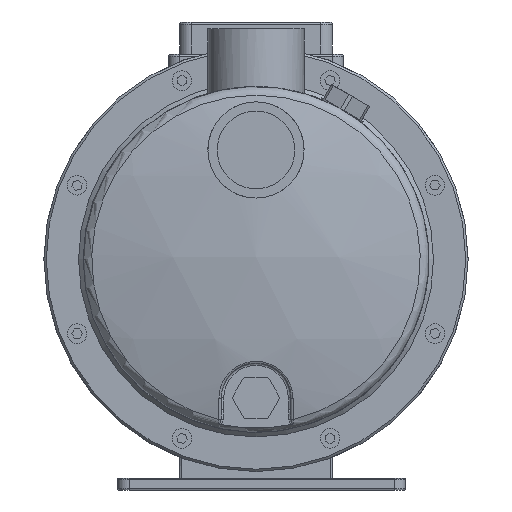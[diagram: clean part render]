
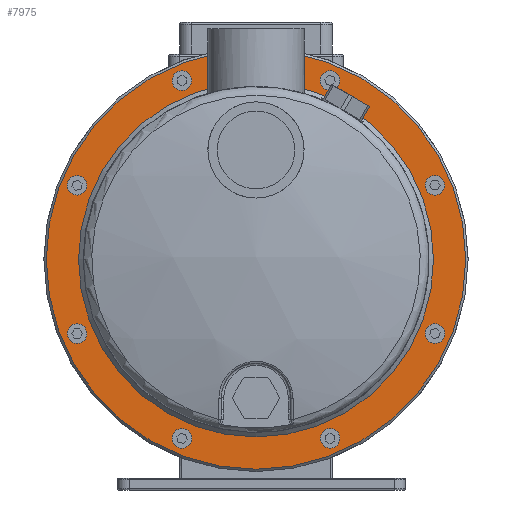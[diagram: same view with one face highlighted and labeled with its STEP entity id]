
A CAD part, left-side view. The second image highlights one B-rep face of the part: STEP entity #7975.
In plain terms, the highlighted planar face has unit normal (-1, 0, 0).
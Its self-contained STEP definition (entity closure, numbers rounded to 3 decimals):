
#217=FACE_BOUND($,#1166,.T.);
#218=FACE_BOUND($,#1167,.T.);
#219=FACE_BOUND($,#1168,.T.);
#220=FACE_BOUND($,#1169,.T.);
#221=FACE_BOUND($,#1170,.T.);
#222=FACE_BOUND($,#1171,.T.);
#223=FACE_BOUND($,#1172,.T.);
#224=FACE_BOUND($,#1173,.T.);
#225=FACE_BOUND($,#1174,.T.);
#338=PLANE($,#8533);
#658=FACE_OUTER_BOUND($,#1165,.T.);
#1165=EDGE_LOOP($,(#5920));
#1166=EDGE_LOOP($,(#5921));
#1167=EDGE_LOOP($,(#5922));
#1168=EDGE_LOOP($,(#5923));
#1169=EDGE_LOOP($,(#5924));
#1170=EDGE_LOOP($,(#5925));
#1171=EDGE_LOOP($,(#5926));
#1172=EDGE_LOOP($,(#5927));
#1173=EDGE_LOOP($,(#5928));
#1174=EDGE_LOOP($,(#5929));
#3068=CIRCLE($,#8406,4.25);
#3070=CIRCLE($,#8410,4.25);
#3072=CIRCLE($,#8414,4.25);
#3074=CIRCLE($,#8418,4.25);
#3076=CIRCLE($,#8422,4.25);
#3078=CIRCLE($,#8426,4.25);
#3080=CIRCLE($,#8430,4.25);
#3116=CIRCLE($,#8511,4.25);
#3122=CIRCLE($,#8524,77.);
#3126=CIRCLE($,#8532,91.);
#3511=VERTEX_POINT($,#11802);
#3513=VERTEX_POINT($,#11808);
#3515=VERTEX_POINT($,#11814);
#3517=VERTEX_POINT($,#11820);
#3519=VERTEX_POINT($,#11826);
#3521=VERTEX_POINT($,#11832);
#3523=VERTEX_POINT($,#11838);
#3590=VERTEX_POINT($,#12965);
#3596=VERTEX_POINT($,#12984);
#3600=VERTEX_POINT($,#12996);
#4327=EDGE_CURVE($,#3511,#3511,#3068,.T.);
#4329=EDGE_CURVE($,#3513,#3513,#3070,.T.);
#4331=EDGE_CURVE($,#3515,#3515,#3072,.T.);
#4333=EDGE_CURVE($,#3517,#3517,#3074,.T.);
#4335=EDGE_CURVE($,#3519,#3519,#3076,.T.);
#4337=EDGE_CURVE($,#3521,#3521,#3078,.T.);
#4339=EDGE_CURVE($,#3523,#3523,#3080,.T.);
#4452=EDGE_CURVE($,#3590,#3590,#3116,.T.);
#4458=EDGE_CURVE($,#3596,#3596,#3122,.T.);
#4462=EDGE_CURVE($,#3600,#3600,#3126,.T.);
#5920=ORIENTED_EDGE($,*,*,#4462,.F.);
#5921=ORIENTED_EDGE($,*,*,#4327,.T.);
#5922=ORIENTED_EDGE($,*,*,#4329,.T.);
#5923=ORIENTED_EDGE($,*,*,#4331,.T.);
#5924=ORIENTED_EDGE($,*,*,#4333,.T.);
#5925=ORIENTED_EDGE($,*,*,#4335,.T.);
#5926=ORIENTED_EDGE($,*,*,#4337,.T.);
#5927=ORIENTED_EDGE($,*,*,#4339,.T.);
#5928=ORIENTED_EDGE($,*,*,#4452,.T.);
#5929=ORIENTED_EDGE($,*,*,#4458,.T.);
#7975=ADVANCED_FACE($,(#658,#217,#218,#219,#220,#221,#222,#223,#224,#225),
#338,.T.);
#8406=AXIS2_PLACEMENT_3D($,#11803,#9411,#9412);
#8410=AXIS2_PLACEMENT_3D($,#11809,#9419,#9420);
#8414=AXIS2_PLACEMENT_3D($,#11815,#9427,#9428);
#8418=AXIS2_PLACEMENT_3D($,#11821,#9435,#9436);
#8422=AXIS2_PLACEMENT_3D($,#11827,#9443,#9444);
#8426=AXIS2_PLACEMENT_3D($,#11833,#9451,#9452);
#8430=AXIS2_PLACEMENT_3D($,#11839,#9459,#9460);
#8511=AXIS2_PLACEMENT_3D($,#12966,#9681,#9682);
#8524=AXIS2_PLACEMENT_3D($,#12985,#9707,#9708);
#8532=AXIS2_PLACEMENT_3D($,#12997,#9723,#9724);
#8533=AXIS2_PLACEMENT_3D($,#12998,#9725,#9726);
#9411=DIRECTION('center_axis',(1.,0.,0.));
#9412=DIRECTION('ref_axis',(0.,-0.707,-0.707));
#9419=DIRECTION('center_axis',(1.,0.,0.));
#9420=DIRECTION('ref_axis',(0.,-1.,0.));
#9427=DIRECTION('center_axis',(1.,0.,0.));
#9428=DIRECTION('ref_axis',(0.,-0.707,0.707));
#9435=DIRECTION('center_axis',(1.,0.,0.));
#9436=DIRECTION('ref_axis',(0.,0.,1.));
#9443=DIRECTION('center_axis',(1.,0.,0.));
#9444=DIRECTION('ref_axis',(0.,0.707,0.707));
#9451=DIRECTION('center_axis',(1.,0.,0.));
#9452=DIRECTION('ref_axis',(0.,1.,0.));
#9459=DIRECTION('center_axis',(1.,0.,0.));
#9460=DIRECTION('ref_axis',(0.,0.707,-0.707));
#9681=DIRECTION('center_axis',(1.,0.,0.));
#9682=DIRECTION('ref_axis',(0.,0.,-1.));
#9707=DIRECTION('center_axis',(1.,0.,0.));
#9708=DIRECTION('ref_axis',(0.,1.,0.));
#9723=DIRECTION('center_axis',(1.,0.,0.));
#9724=DIRECTION('ref_axis',(0.,-1.,0.));
#9725=DIRECTION('center_axis',(-1.,0.,0.));
#9726=DIRECTION('ref_axis',(0.,0.,1.));
#11802=CARTESIAN_POINT('',(50.,80.611,70.86));
#11803=CARTESIAN_POINT('Origin',(50.,77.606,67.855));
#11808=CARTESIAN_POINT('',(50.,36.395,22.394));
#11809=CARTESIAN_POINT('Origin',(50.,32.145,22.394));
#11814=CARTESIAN_POINT('',(50.,-29.14,19.389));
#11815=CARTESIAN_POINT('Origin',(50.,-32.145,22.394));
#11820=CARTESIAN_POINT('',(50.,-77.606,63.605));
#11821=CARTESIAN_POINT('Origin',(50.,-77.606,67.855));
#11826=CARTESIAN_POINT('',(50.,-80.611,129.14));
#11827=CARTESIAN_POINT('Origin',(50.,-77.606,132.145));
#11832=CARTESIAN_POINT('',(50.,-36.395,177.606));
#11833=CARTESIAN_POINT('Origin',(50.,-32.145,177.606));
#11838=CARTESIAN_POINT('',(50.,29.14,180.611));
#11839=CARTESIAN_POINT('Origin',(50.,32.145,177.606));
#12965=CARTESIAN_POINT('',(50.,77.606,136.395));
#12966=CARTESIAN_POINT('Origin',(50.,77.606,132.145));
#12984=CARTESIAN_POINT('',(50.,77.,100.));
#12985=CARTESIAN_POINT('Origin',(50.,0.,
100.));
#12996=CARTESIAN_POINT('',(50.,91.,100.));
#12997=CARTESIAN_POINT('Origin',(50.,0.,
100.));
#12998=CARTESIAN_POINT('Origin',(50.,84.5,100.));
